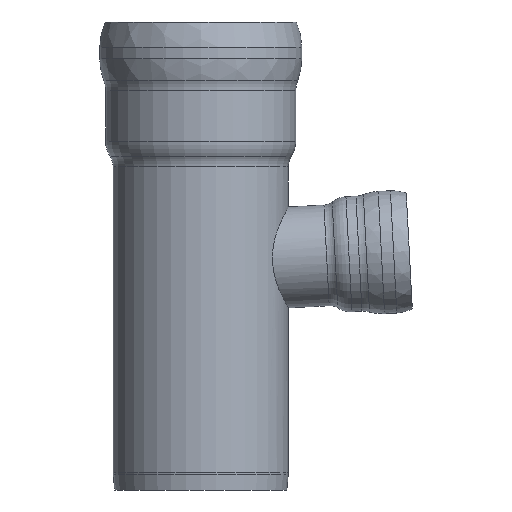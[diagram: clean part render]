
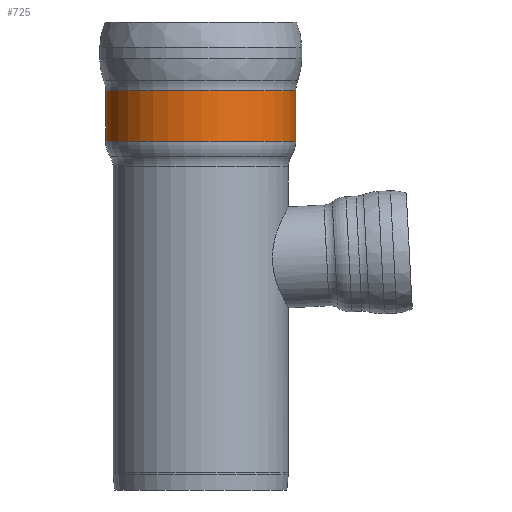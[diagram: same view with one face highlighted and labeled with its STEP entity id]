
A CAD part, front view. The second image highlights one B-rep face of the part: STEP entity #725.
In plain terms, the highlighted cylindrical face has radius 396 mm (diameter 792 mm), a full revolution.
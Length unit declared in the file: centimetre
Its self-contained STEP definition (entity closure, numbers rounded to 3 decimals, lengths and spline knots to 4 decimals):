
#60=CIRCLE('',#789,39.6);
#61=CIRCLE('',#790,39.6);
#62=CIRCLE('',#792,39.6);
#63=CIRCLE('',#793,39.6);
#150=FACE_OUTER_BOUND('',#191,.T.);
#191=EDGE_LOOP('',(#523,#524,#525,#526,#527,#528));
#228=LINE('',#1468,#248);
#248=VECTOR('',#959,39.6);
#296=VERTEX_POINT('',#1458);
#297=VERTEX_POINT('',#1460);
#298=VERTEX_POINT('',#1464);
#299=VERTEX_POINT('',#1465);
#382=EDGE_CURVE('',#297,#296,#60,.T.);
#383=EDGE_CURVE('',#296,#297,#61,.T.);
#384=EDGE_CURVE('',#298,#299,#62,.T.);
#385=EDGE_CURVE('',#299,#298,#63,.T.);
#386=EDGE_CURVE('',#299,#297,#228,.T.);
#523=ORIENTED_EDGE('',*,*,#384,.F.);
#524=ORIENTED_EDGE('',*,*,#385,.F.);
#525=ORIENTED_EDGE('',*,*,#386,.T.);
#526=ORIENTED_EDGE('',*,*,#382,.T.);
#527=ORIENTED_EDGE('',*,*,#383,.T.);
#528=ORIENTED_EDGE('',*,*,#386,.F.);
#705=CYLINDRICAL_SURFACE('',#791,39.6);
#725=ADVANCED_FACE('',(#150),#705,.T.);
#789=AXIS2_PLACEMENT_3D('',#1461,#949,#950);
#790=AXIS2_PLACEMENT_3D('',#1462,#951,#952);
#791=AXIS2_PLACEMENT_3D('',#1463,#953,#954);
#792=AXIS2_PLACEMENT_3D('',#1466,#955,#956);
#793=AXIS2_PLACEMENT_3D('',#1467,#957,#958);
#949=DIRECTION('center_axis',(0.,0.,
-1.));
#950=DIRECTION('ref_axis',(1.,0.,0.));
#951=DIRECTION('center_axis',(0.,0.,
-1.));
#952=DIRECTION('ref_axis',(1.,0.,0.));
#953=DIRECTION('center_axis',(0.,0.,
-1.));
#954=DIRECTION('ref_axis',(-1.,0.,0.));
#955=DIRECTION('center_axis',(0.,0.,
-1.));
#956=DIRECTION('ref_axis',(1.,0.,0.));
#957=DIRECTION('center_axis',(0.,0.,
-1.));
#958=DIRECTION('ref_axis',(1.,0.,0.));
#959=DIRECTION('',(0.,0.,1.));
#1458=CARTESIAN_POINT('',(677.1676,314.2254,68.8284));
#1460=CARTESIAN_POINT('',(716.7676,353.8254,68.8284));
#1461=CARTESIAN_POINT('Origin',(677.1676,353.8254,68.8284));
#1462=CARTESIAN_POINT('Origin',(677.1676,353.8254,68.8284));
#1463=CARTESIAN_POINT('Origin',(677.1676,353.8254,58.3578));
#1464=CARTESIAN_POINT('',(677.1676,314.2254,47.8872));
#1465=CARTESIAN_POINT('',(716.7676,353.8254,47.8872));
#1466=CARTESIAN_POINT('Origin',(677.1676,353.8254,47.8872));
#1467=CARTESIAN_POINT('Origin',(677.1676,353.8254,47.8872));
#1468=CARTESIAN_POINT('',(716.7676,353.8254,58.3578));
